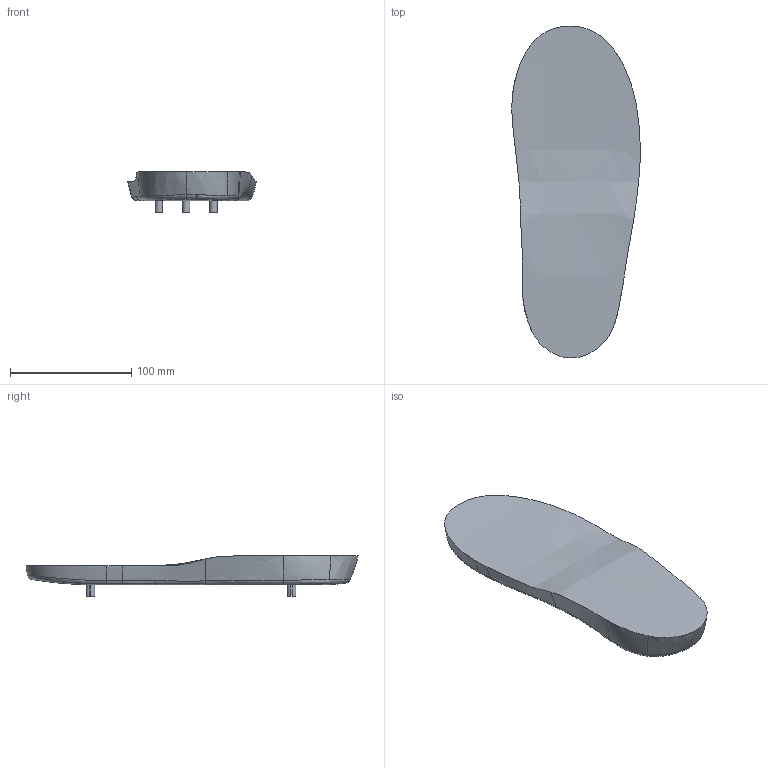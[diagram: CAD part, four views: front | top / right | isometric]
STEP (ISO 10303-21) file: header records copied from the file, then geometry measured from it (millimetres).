
FILE_DESCRIPTION(/* description */ (''),/* implementation_level */ '2;1');
FILE_NAME(/* name */ 'Base 271.step',/* time_stamp */ '2024-01-08T17:49:18-05:00',/* author */ (''),/* organization */ (''),/* preprocessor_version */ 'ST-DEVELOPER v20',/* originating_system */ 'Autodesk Translation Framework v12.14.0.127',/* authorisation */ '');
FILE_SCHEMA (('AUTOMOTIVE_DESIGN { 1 0 10303 214 3 1 1 }'));
Length unit declared in the file: millimetre
Products named in the file (2): base 271; Standard 271
Assembly tree (1 placements, depth 2):
  base 271
    Standard 271
Bounding box: 106.09 x 274.02 x 33.4 mm (x, y, z)
Volume: 417511.8 mm3; surface area: 57015.4 mm2
Topology: 1 solids, 1 shells, 70 faces, 170 edges, 112 vertices
Faces by surface type: bspline 39, plane 19, cylinder 12
Entity records: 26133 total; most frequent: CARTESIAN_POINT 24751, ORIENTED_EDGE 340, EDGE_CURVE 170, DIRECTION 146, VERTEX_POINT 112, B_SPLINE_CURVE_WITH_KNOTS 109, EDGE_LOOP 80, FACE_OUTER_BOUND 70
